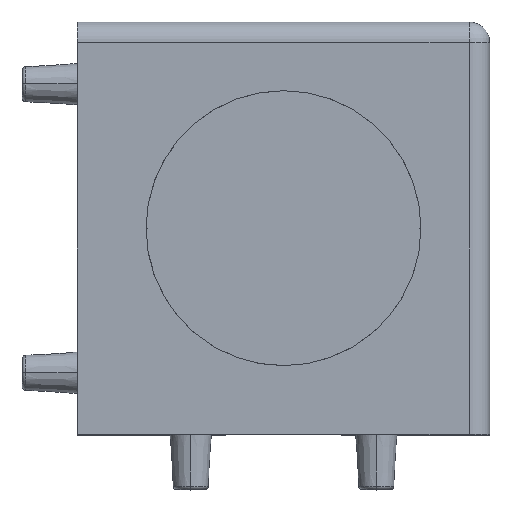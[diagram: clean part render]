
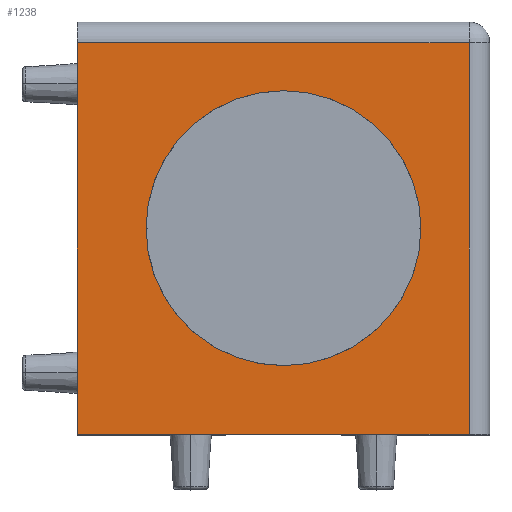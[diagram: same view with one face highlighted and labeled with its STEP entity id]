
A CAD part, top view. The second image highlights one B-rep face of the part: STEP entity #1238.
In plain terms, the highlighted planar face has unit normal (0, 0, 1).
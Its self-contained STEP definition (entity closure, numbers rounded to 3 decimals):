
#125 = CIRCLE ( 'NONE', #3563, 10. ) ;
#127 = DIRECTION ( 'NONE',  ( -1., 0., 0. ) ) ;
#145 = VERTEX_POINT ( 'NONE', #2683 ) ;
#176 = LINE ( 'NONE', #2506, #3758 ) ;
#304 = VERTEX_POINT ( 'NONE', #2012 ) ;
#329 = AXIS2_PLACEMENT_3D ( 'NONE', #3196, #1477, #3214 ) ;
#333 = DIRECTION ( 'NONE',  ( -1., 0., 0. ) ) ;
#334 = VERTEX_POINT ( 'NONE', #2525 ) ;
#448 = CARTESIAN_POINT ( 'NONE',  ( -15., 13.5, 15. ) ) ;
#502 = FACE_BOUND ( 'NONE', #804, .T. ) ;
#548 = LINE ( 'NONE', #3945, #4150 ) ;
#592 = EDGE_CURVE ( 'NONE', #718, #304, #176, .T. ) ;
#684 = EDGE_CURVE ( 'NONE', #4489, #145, #3642, .T. ) ;
#718 = VERTEX_POINT ( 'NONE', #448 ) ;
#778 = PLANE ( 'NONE',  #329 ) ;
#804 = EDGE_LOOP ( 'NONE', ( #3293, #4281 ) ) ;
#1022 = CARTESIAN_POINT ( 'NONE',  ( 0., 0., 15. ) ) ;
#1056 = EDGE_CURVE ( 'NONE', #145, #4489, #125, .T. ) ;
#1071 = CARTESIAN_POINT ( 'NONE',  ( -15., -15., 15. ) ) ;
#1083 = EDGE_LOOP ( 'NONE', ( #4086, #3829, #1118, #2041 ) ) ;
#1118 = ORIENTED_EDGE ( 'NONE', *, *, #3133, .T. ) ;
#1203 = LINE ( 'NONE', #1071, #2028 ) ;
#1238 = ADVANCED_FACE ( 'NONE', ( #502, #3048 ), #778, .F. ) ;
#1379 = DIRECTION ( 'NONE',  ( 0., 0., -1. ) ) ;
#1477 = DIRECTION ( 'NONE',  ( 0., 0., -1. ) ) ;
#1590 = CARTESIAN_POINT ( 'NONE',  ( 0., 0., 15. ) ) ;
#1759 = EDGE_CURVE ( 'NONE', #304, #334, #1203, .T. ) ;
#1879 = DIRECTION ( 'NONE',  ( 0., 1., 0. ) ) ;
#2012 = CARTESIAN_POINT ( 'NONE',  ( -15., -15., 15. ) ) ;
#2028 = VECTOR ( 'NONE', #3751, 1000. ) ;
#2030 = DIRECTION ( 'NONE',  ( 0., -1., 0. ) ) ;
#2041 = ORIENTED_EDGE ( 'NONE', *, *, #592, .T. ) ;
#2131 = CARTESIAN_POINT ( 'NONE',  ( -10., 0., 15. ) ) ;
#2506 = CARTESIAN_POINT ( 'NONE',  ( -15., 15., 15. ) ) ;
#2525 = CARTESIAN_POINT ( 'NONE',  ( 13.5, -15., 15. ) ) ;
#2683 = CARTESIAN_POINT ( 'NONE',  ( 10., 0., 15. ) ) ;
#2974 = DIRECTION ( 'NONE',  ( 0., 0., -1. ) ) ;
#3048 = FACE_OUTER_BOUND ( 'NONE', #1083, .T. ) ;
#3133 = EDGE_CURVE ( 'NONE', #3831, #718, #3427, .T. ) ;
#3136 = EDGE_CURVE ( 'NONE', #334, #3831, #548, .T. ) ;
#3196 = CARTESIAN_POINT ( 'NONE',  ( -15., 15., 15. ) ) ;
#3214 = DIRECTION ( 'NONE',  ( -1., 0., 0. ) ) ;
#3293 = ORIENTED_EDGE ( 'NONE', *, *, #1056, .T. ) ;
#3314 = VECTOR ( 'NONE', #127, 1000. ) ;
#3338 = AXIS2_PLACEMENT_3D ( 'NONE', #1022, #1379, #333 ) ;
#3427 = LINE ( 'NONE', #3556, #3314 ) ;
#3556 = CARTESIAN_POINT ( 'NONE',  ( -15., 13.5, 15. ) ) ;
#3563 = AXIS2_PLACEMENT_3D ( 'NONE', #1590, #2974, #3669 ) ;
#3642 = CIRCLE ( 'NONE', #3338, 10. ) ;
#3669 = DIRECTION ( 'NONE',  ( -1., 0., 0. ) ) ;
#3751 = DIRECTION ( 'NONE',  ( 1., 0., 0. ) ) ;
#3758 = VECTOR ( 'NONE', #2030, 1000. ) ;
#3829 = ORIENTED_EDGE ( 'NONE', *, *, #3136, .T. ) ;
#3831 = VERTEX_POINT ( 'NONE', #4350 ) ;
#3945 = CARTESIAN_POINT ( 'NONE',  ( 13.5, 15., 15. ) ) ;
#4086 = ORIENTED_EDGE ( 'NONE', *, *, #1759, .T. ) ;
#4150 = VECTOR ( 'NONE', #1879, 1000. ) ;
#4281 = ORIENTED_EDGE ( 'NONE', *, *, #684, .T. ) ;
#4350 = CARTESIAN_POINT ( 'NONE',  ( 13.5, 13.5, 15. ) ) ;
#4489 = VERTEX_POINT ( 'NONE', #2131 ) ;
